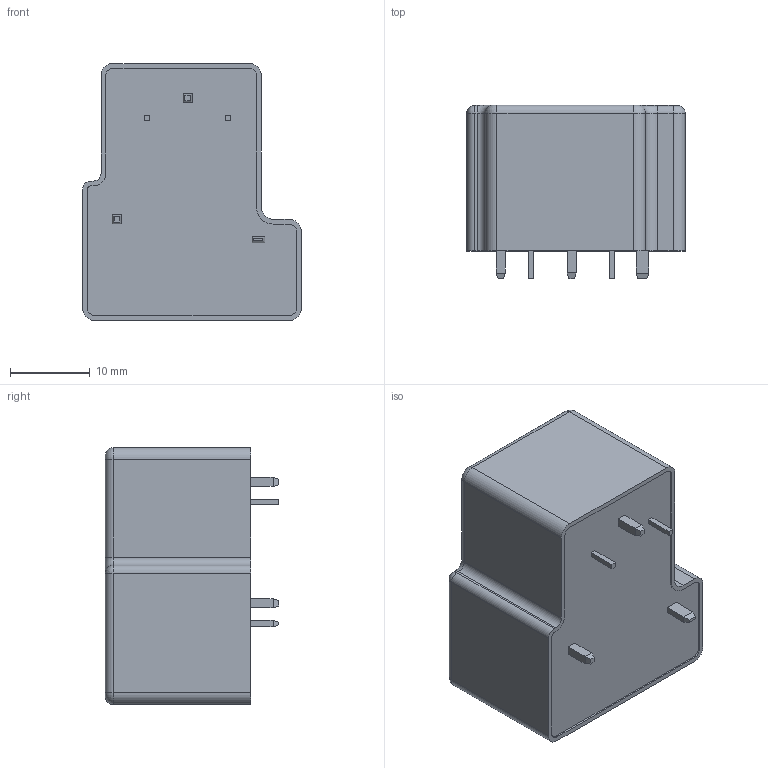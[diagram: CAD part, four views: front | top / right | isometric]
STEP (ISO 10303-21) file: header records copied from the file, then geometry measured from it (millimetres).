
FILE_DESCRIPTION (( 'STEP AP214' ), '1' );
FILE_NAME ('JQX105Fv2.STEP', '2017-11-11T00:14:58', ( '' ), ( '' ), 'SwSTEP 2.0', 'SolidWorks 2015', '' );
FILE_SCHEMA (( 'AUTOMOTIVE_DESIGN' ));
Length unit declared in the file: millimetre
Products named in the file (1): JQX105Fv2
Bounding box: 27.43 x 21.77 x 32.26 mm (x, y, z)
Volume: 13542.3 mm3; surface area: 3641.1 mm2
Topology: 1 solids, 1 shells, 490 faces, 1273 edges, 835 vertices
Faces by surface type: plane 259, bspline 189, cylinder 30, torus 9, cone 2, sphere 1
Entity records: 29321 total; most frequent: CARTESIAN_POINT 13287, ORIENTED_EDGE 2544, DIRECTION 1569, EDGE_CURVE 1272, VERTEX_POINT 835, LINE 823, VECTOR 823, EDGE_LOOP 541
